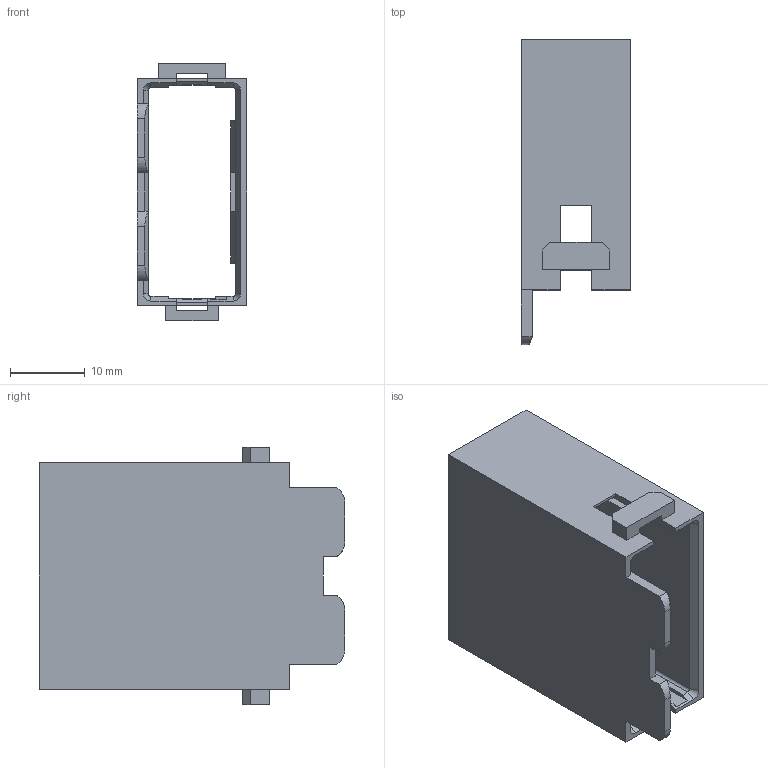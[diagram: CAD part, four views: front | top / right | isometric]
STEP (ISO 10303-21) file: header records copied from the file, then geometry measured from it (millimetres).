
FILE_DESCRIPTION((''),'2;1');
FILE_NAME('HMB_C-M-5','2019-04-22T',('lj.zou'),(''),'PRO/ENGINEER BY PARAMETRIC TECHNOLOGY CORPORATION, 2012480','PRO/ENGINEER BY PARAMETRIC TECHNOLOGY CORPORATION, 2012480','');
FILE_SCHEMA(('CONFIG_CONTROL_DESIGN'));
Length unit declared in the file: millimetre
Products named in the file (1): HMB_C-M-5
Bounding box: 14.6 x 40.85 x 34.4 mm (x, y, z)
Volume: 3822.7 mm3; surface area: 6223.3 mm2
Topology: 1 solids, 1 shells, 121 faces, 361 edges, 236 vertices
Faces by surface type: plane 100, cylinder 17, cone 4
Entity records: 5171 total; most frequent: CARTESIAN_POINT 737, ORIENTED_EDGE 722, DIRECTION 637, PRESENTATION_STYLE_ASSIGNMENT 362, STYLED_ITEM 362, CURVE_STYLE 361, EDGE_CURVE 361, VECTOR 315
